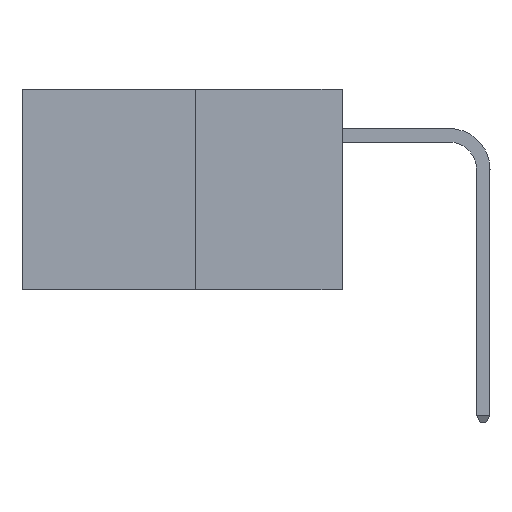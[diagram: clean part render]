
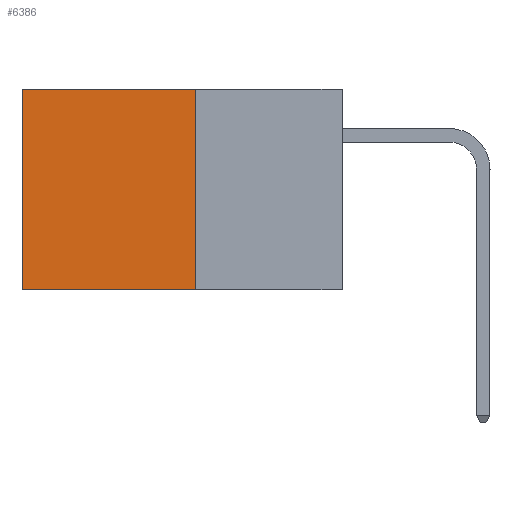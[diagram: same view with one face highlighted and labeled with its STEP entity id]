
A CAD part, left-side view. The second image highlights one B-rep face of the part: STEP entity #6386.
In plain terms, the highlighted planar face has unit normal (-1, 0, 0).
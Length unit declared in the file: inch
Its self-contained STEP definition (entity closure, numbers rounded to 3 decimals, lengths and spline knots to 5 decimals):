
#526 = LINE ( 'NONE', #22658, #2009 ) ;
#746 = LINE ( 'NONE', #4457, #7077 ) ;
#1359 = CARTESIAN_POINT ( 'NONE',  ( 0.277, 0.59, -0.37 ) ) ;
#1937 = DIRECTION ( 'NONE',  ( 0., 0., -1. ) ) ;
#1971 = DIRECTION ( 'NONE',  ( 1., 0., 0. ) ) ;
#1994 = PLANE ( 'NONE',  #28337 ) ;
#2009 = VECTOR ( 'NONE', #13344, 39.37008 ) ;
#2276 = CARTESIAN_POINT ( 'NONE',  ( 0.277, 0.27, -0.37 ) ) ;
#3869 = VECTOR ( 'NONE', #21385, 39.37008 ) ;
#3980 = CARTESIAN_POINT ( 'NONE',  ( 0.277, 0.27, -0.37 ) ) ;
#4457 = CARTESIAN_POINT ( 'NONE',  ( 0.277, 0.27, 0. ) ) ;
#5082 = EDGE_CURVE ( 'NONE', #22455, #9095, #17147, .T. ) ;
#6386 = ADVANCED_FACE ( 'NONE', ( #21012 ), #1994, .F. ) ;
#6546 = ORIENTED_EDGE ( 'NONE', *, *, #14597, .F. ) ;
#7077 = VECTOR ( 'NONE', #23150, 39.37008 ) ;
#9095 = VERTEX_POINT ( 'NONE', #1359 ) ;
#11413 = CARTESIAN_POINT ( 'NONE',  ( 0.277, 0.59, 0. ) ) ;
#11996 = CARTESIAN_POINT ( 'NONE',  ( 0.277, 0.27, -0.37 ) ) ;
#13344 = DIRECTION ( 'NONE',  ( 0., 1., 0. ) ) ;
#13894 = ORIENTED_EDGE ( 'NONE', *, *, #26060, .F. ) ;
#14464 = VECTOR ( 'NONE', #16694, 39.37008 ) ;
#14468 = EDGE_CURVE ( 'NONE', #22247, #22455, #746, .T. ) ;
#14597 = EDGE_CURVE ( 'NONE', #22247, #20666, #20613, .T. ) ;
#16694 = DIRECTION ( 'NONE',  ( 0., 0., -1. ) ) ;
#17147 = LINE ( 'NONE', #21356, #3869 ) ;
#19767 = EDGE_LOOP ( 'NONE', ( #20415, #13894, #6546, #28964 ) ) ;
#20067 = CARTESIAN_POINT ( 'NONE',  ( 0.277, 0.27, 0. ) ) ;
#20415 = ORIENTED_EDGE ( 'NONE', *, *, #5082, .T. ) ;
#20613 = LINE ( 'NONE', #11996, #14464 ) ;
#20666 = VERTEX_POINT ( 'NONE', #3980 ) ;
#21012 = FACE_OUTER_BOUND ( 'NONE', #19767, .T. ) ;
#21356 = CARTESIAN_POINT ( 'NONE',  ( 0.277, 0.59, -0.37 ) ) ;
#21385 = DIRECTION ( 'NONE',  ( 0., 0., -1. ) ) ;
#22247 = VERTEX_POINT ( 'NONE', #20067 ) ;
#22455 = VERTEX_POINT ( 'NONE', #11413 ) ;
#22658 = CARTESIAN_POINT ( 'NONE',  ( 0.277, 0.27, -0.37 ) ) ;
#23150 = DIRECTION ( 'NONE',  ( 0., 1., 0. ) ) ;
#26060 = EDGE_CURVE ( 'NONE', #20666, #9095, #526, .T. ) ;
#28337 = AXIS2_PLACEMENT_3D ( 'NONE', #2276, #1971, #1937 ) ;
#28964 = ORIENTED_EDGE ( 'NONE', *, *, #14468, .T. ) ;
